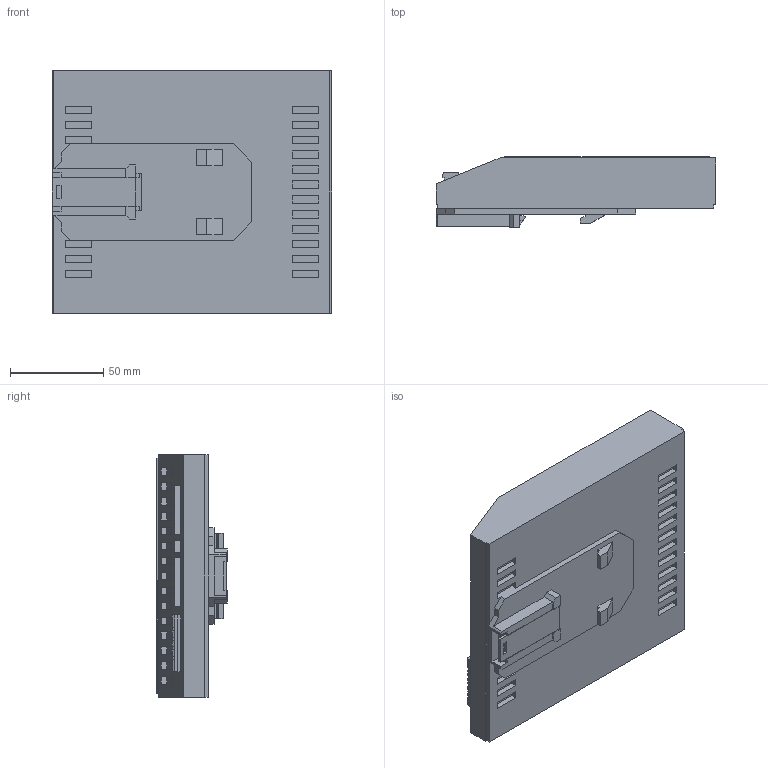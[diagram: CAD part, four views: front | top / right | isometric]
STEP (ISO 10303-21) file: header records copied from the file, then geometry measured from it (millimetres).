
FILE_DESCRIPTION(('SolidDesigner STEP Export'),'2;1');
FILE_NAME('2700651_FL_PN_PN_SDIO_2TX_2TX-select.stp','2014-10-17T11:18:32',(''),(''),'Creo Elements/Direct Modeling STEP processor for AP214 (Solid Model)','Creo Elements/Direct Modeling 18.1B 29-Sep-2012 (C) Parametric Technology GmbH','');
FILE_SCHEMA(('AUTOMOTIVE_DESIGN { 1 0 10303 214 1 1 1 1 }'));
Length unit declared in the file: millimetre
Products named in the file (2): 2700651_FL_PN_PN_SDIO_2TX_2TX-select
Assembly tree (1 placements, depth 2):
  2700651_FL_PN_PN_SDIO_2TX_2TX-select
    2700651_FL_PN_PN_SDIO_2TX_2TX-select
Bounding box: 150 x 37.6 x 130 mm (x, y, z)
Volume: 507979 mm3; surface area: 65307.3 mm2
Topology: 1 solids, 1 shells, 746 faces, 1852 edges, 1224 vertices
Faces by surface type: plane 727, cylinder 15, cone 4
Entity records: 27639 total; most frequent: CARTESIAN_POINT 3894, ORIENTED_EDGE 3704, DIRECTION 3332, EDGE_CURVE 1852, VECTOR 1800, LINE 1800, VERTEX_POINT 1224, EDGE_LOOP 864
